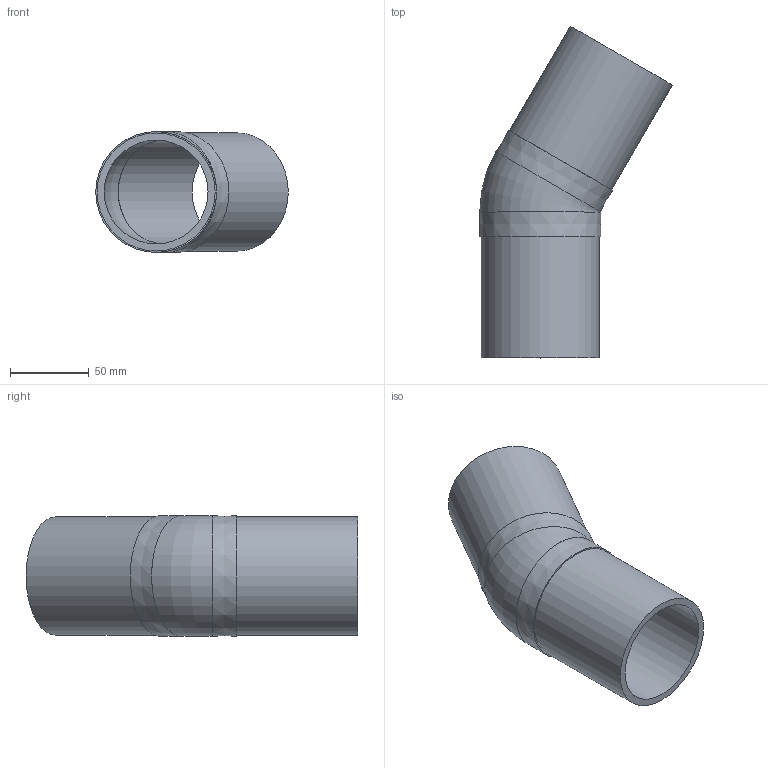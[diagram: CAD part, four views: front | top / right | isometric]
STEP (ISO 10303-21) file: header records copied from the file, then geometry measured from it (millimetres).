
FILE_DESCRIPTION(('Beschreibung'),'1');
FILE_NAME('25.14.01.063_SDR17_PE100_075.STP', '2014-09-15T06:15:36',('Author'), ('Organization'), 'KCM Version 1.1.794.0', 'Kubotek KeyCreator', 'Authorization');
FILE_SCHEMA(('CONFIG_CONTROL_DESIGN'));
Length unit declared in the file: millimetre
Bounding box: 122.38 x 210.95 x 76.8 mm (x, y, z)
Volume: 215636.6 mm3; surface area: 93813.9 mm2
Topology: 1 solids, 1 shells, 17 faces, 60 edges, 67 vertices
Faces by surface type: plane 6, cylinder 5, cone 3, torus 2, bspline 1
Full cylindrical faces by diameter (mm): 65.8 x1, 66 x2, 75 x2
Entity records: 676 total; most frequent: CARTESIAN_POINT 116, DIRECTION 108, ORIENTED_EDGE 78, AXIS2_PLACEMENT_3D 40, EDGE_CURVE 39, VERTEX_POINT 28, VECTOR 28, LINE 28
